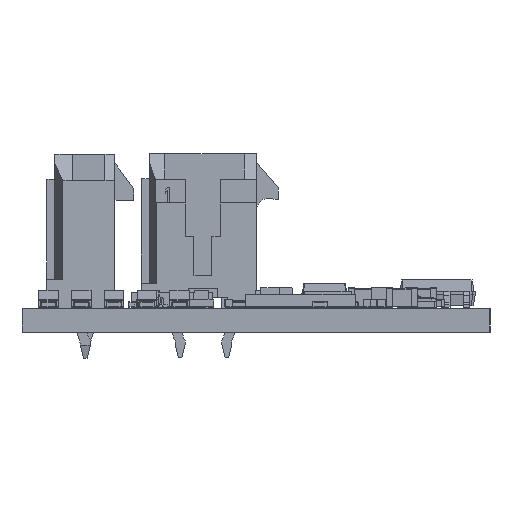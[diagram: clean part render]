
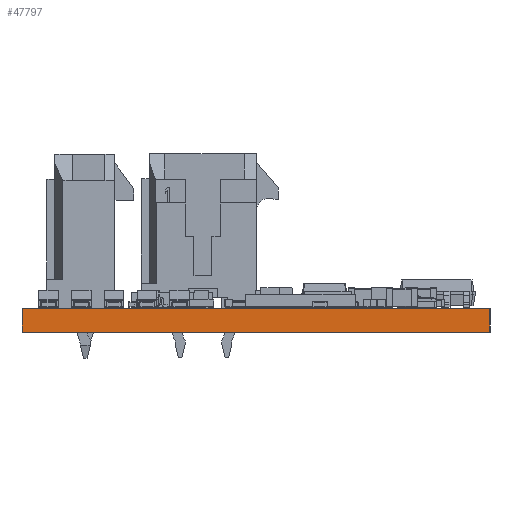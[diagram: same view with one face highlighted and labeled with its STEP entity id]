
A CAD part, left-side view. The second image highlights one B-rep face of the part: STEP entity #47797.
In plain terms, the highlighted planar face has unit normal (-1, 0, 0).
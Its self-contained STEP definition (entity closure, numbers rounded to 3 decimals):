
#47741 = VERTEX_POINT('',#47742);
#47742 = CARTESIAN_POINT('',(-25.,-15.,1.51));
#47748 = EDGE_CURVE('',#47749,#47741,#47751,.T.);
#47749 = VERTEX_POINT('',#47750);
#47750 = CARTESIAN_POINT('',(-25.,-15.,0.));
#47751 = LINE('',#47752,#47753);
#47752 = CARTESIAN_POINT('',(-25.,-15.,0.));
#47753 = VECTOR('',#47754,1.);
#47754 = DIRECTION('',(0.,0.,1.));
#47797 = ADVANCED_FACE('',(#47798),#47823,.T.);
#47798 = FACE_BOUND('',#47799,.T.);
#47799 = EDGE_LOOP('',(#47800,#47801,#47809,#47817));
#47800 = ORIENTED_EDGE('',*,*,#47748,.T.);
#47801 = ORIENTED_EDGE('',*,*,#47802,.T.);
#47802 = EDGE_CURVE('',#47741,#47803,#47805,.T.);
#47803 = VERTEX_POINT('',#47804);
#47804 = CARTESIAN_POINT('',(-25.,15.,1.51));
#47805 = LINE('',#47806,#47807);
#47806 = CARTESIAN_POINT('',(-25.,-15.,1.51));
#47807 = VECTOR('',#47808,1.);
#47808 = DIRECTION('',(0.,1.,0.));
#47809 = ORIENTED_EDGE('',*,*,#47810,.F.);
#47810 = EDGE_CURVE('',#47811,#47803,#47813,.T.);
#47811 = VERTEX_POINT('',#47812);
#47812 = CARTESIAN_POINT('',(-25.,15.,0.));
#47813 = LINE('',#47814,#47815);
#47814 = CARTESIAN_POINT('',(-25.,15.,0.));
#47815 = VECTOR('',#47816,1.);
#47816 = DIRECTION('',(0.,0.,1.));
#47817 = ORIENTED_EDGE('',*,*,#47818,.F.);
#47818 = EDGE_CURVE('',#47749,#47811,#47819,.T.);
#47819 = LINE('',#47820,#47821);
#47820 = CARTESIAN_POINT('',(-25.,-15.,0.));
#47821 = VECTOR('',#47822,1.);
#47822 = DIRECTION('',(0.,1.,0.));
#47823 = PLANE('',#47824);
#47824 = AXIS2_PLACEMENT_3D('',#47825,#47826,#47827);
#47825 = CARTESIAN_POINT('',(-25.,-15.,0.));
#47826 = DIRECTION('',(-1.,0.,0.));
#47827 = DIRECTION('',(0.,1.,0.));
